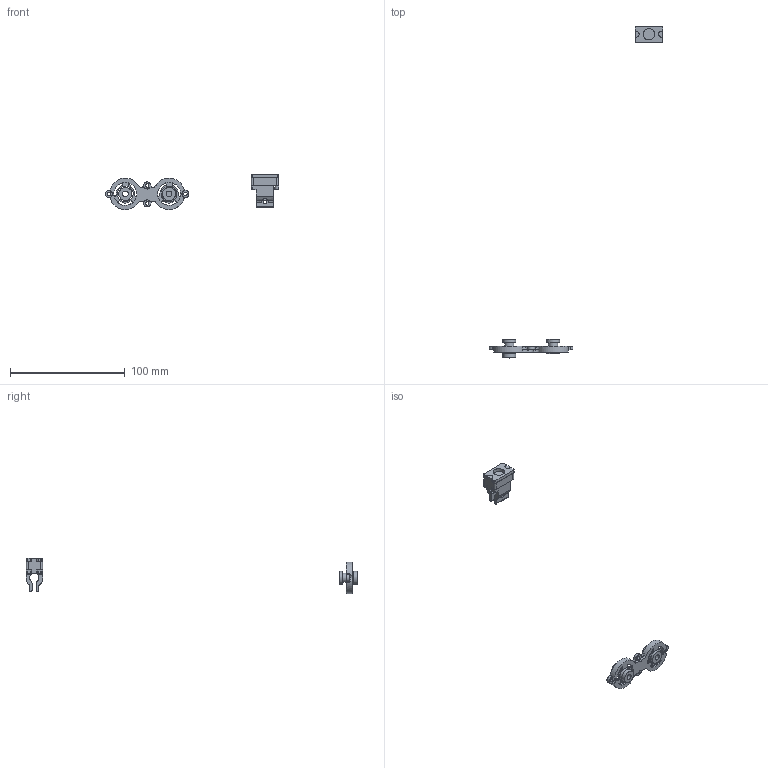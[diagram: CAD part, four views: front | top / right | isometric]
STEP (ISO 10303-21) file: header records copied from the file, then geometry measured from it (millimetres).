
FILE_DESCRIPTION(/* description */ (''),/* implementation_level */ '2;1');
FILE_NAME(/* name */ 'Parts_3DP_v2',/* time_stamp */ '2025-12-18T16:40:35+03:00',/* author */ (''),/* organization */ (''),/* preprocessor_version */ 'ST-DEVELOPER v16.5',/* originating_system */ 'Rhino 7.23',/* authorisation */ '');
FILE_SCHEMA (('CONFIG_CONTROL_DESIGN'));
Length unit declared in the file: millimetre
Products named in the file (1): Document
Bounding box: 151.21 x 289.76 x 30.71 mm (x, y, z)
Volume: 10506 mm3; surface area: 9803.6 mm2
Topology: 8 solids, 8 shells, 240 faces, 660 edges, 438 vertices
Faces by surface type: plane 84, bspline 78, cylinder 78
Full cylindrical faces by diameter (mm): 3 x2, 3.075 x4, 5 x9, 6 x1, 8 x4, 10 x1, 11.349 x5, 13.644 x1, 20 x2, 22 x2
Entity records: 8459 total; most frequent: CARTESIAN_POINT 4257, ORIENTED_EDGE 1320, EDGE_CURVE 660, VERTEX_POINT 438, B_SPLINE_CURVE_WITH_KNOTS 373, EDGE_LOOP 280, ADVANCED_FACE 240, FACE_OUTER_BOUND 240
